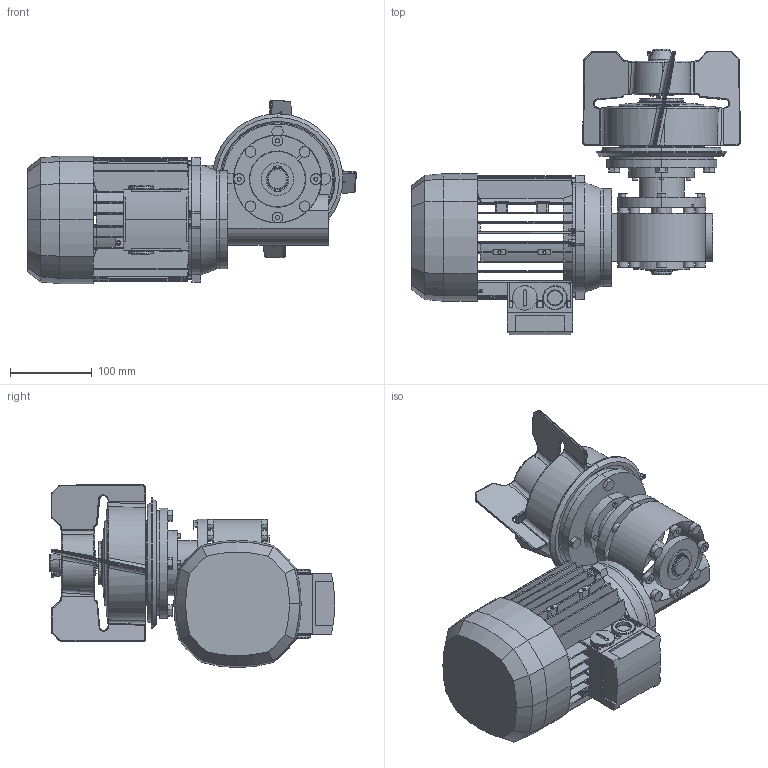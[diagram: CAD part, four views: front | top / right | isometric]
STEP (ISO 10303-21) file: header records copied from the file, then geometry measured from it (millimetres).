
FILE_DESCRIPTION (( 'STEP AP203' ), '1' );
FILE_NAME ('Complete mixer GMP5000 E0, standard (IEC).STEP', '2007-05-28T15:22:16', ( ' ' ), ( ' ' ), 'SwSTEP 2.0', 'SolidWorks 2005235', '' );
FILE_SCHEMA (( 'CONFIG_CONTROL_DESIGN' ));
Products named in the file (1): Complete mixer GMP5000 E0, standard (IEC)
Bounding box: 402.45 x 349.35 x 224.45 mm (x, y, z)
Surface area: 537494.9 mm2 (no closed solid volume)
Topology: 0 solids, 41 shells, 1188 faces, 3854 edges, 2637 vertices
Faces by surface type: cylinder 442, plane 410, cone 152, bspline 110, torus 71, sphere 3
Entity records: 56192 total; most frequent: CARTESIAN_POINT 24703, ORIENTED_EDGE 6392, DIRECTION 6131, EDGE_CURVE 3848, VERTEX_POINT 2637, AXIS2_PLACEMENT_3D 2265, VECTOR 1601, LINE 1601
